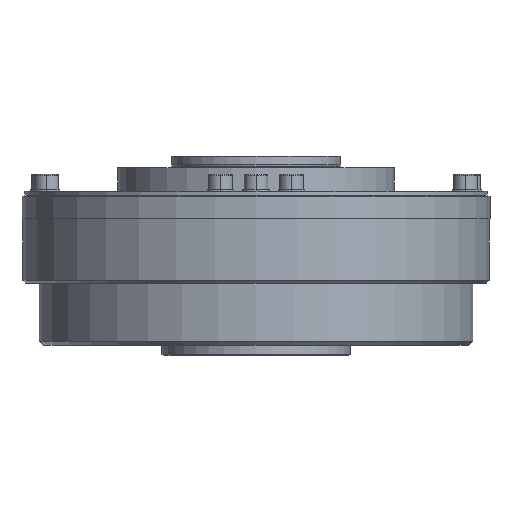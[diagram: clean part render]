
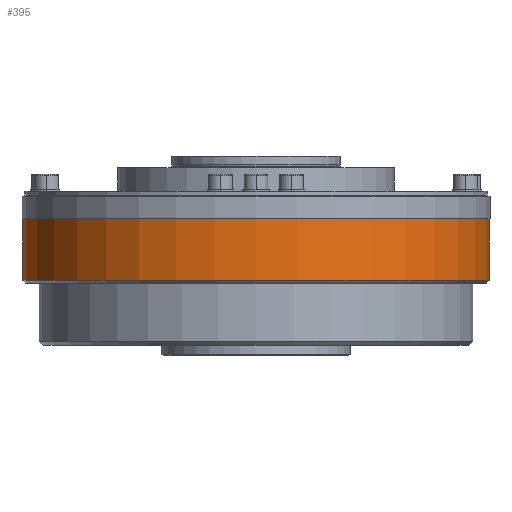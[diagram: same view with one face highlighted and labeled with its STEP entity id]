
A CAD part, front view. The second image highlights one B-rep face of the part: STEP entity #395.
In plain terms, the highlighted cylindrical face has radius 157.5 mm (diameter 315 mm), a partial arc.
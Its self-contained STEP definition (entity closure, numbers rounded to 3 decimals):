
#320 = ORIENTED_EDGE ( 'NONE', *, *, #321, .F. ) ;
#321 = EDGE_CURVE ( 'NONE', #5844, #5847, #6950, .T. ) ;
#324 = EDGE_LOOP ( 'NONE', ( #394, #335, #397, #320 ) ) ;
#335 = ORIENTED_EDGE ( 'NONE', *, *, #6093, .T. ) ;
#394 = ORIENTED_EDGE ( 'NONE', *, *, #5843, .F. ) ;
#395 = ADVANCED_FACE ( 'NONE', ( #6981 ), #6978, .T. ) ;
#397 = ORIENTED_EDGE ( 'NONE', *, *, #5849, .T. ) ;
#5843 = EDGE_CURVE ( 'NONE', #5936, #5844, #12445, .T. ) ;
#5844 = VERTEX_POINT ( 'NONE', #12439 ) ;
#5847 = VERTEX_POINT ( 'NONE', #12409 ) ;
#5849 = EDGE_CURVE ( 'NONE', #5935, #5847, #12408, .T. ) ;
#5935 = VERTEX_POINT ( 'NONE', #12580 ) ;
#5936 = VERTEX_POINT ( 'NONE', #12579 ) ;
#6093 = EDGE_CURVE ( 'NONE', #5936, #5935, #11660, .T. ) ;
#6947 = DIRECTION ( 'NONE',  ( -1., 0., 0. ) ) ;
#6948 = DIRECTION ( 'NONE',  ( 0., 0., -1. ) ) ;
#6949 = AXIS2_PLACEMENT_3D ( 'NONE', #7053, #6948, #6947 ) ;
#6950 = CIRCLE ( 'NONE', #6949, 157.5 ) ;
#6973 = DIRECTION ( 'NONE',  ( -1., 0., 0. ) ) ;
#6974 = DIRECTION ( 'NONE',  ( 0., 0., -1. ) ) ;
#6975 = AXIS2_PLACEMENT_3D ( 'NONE', #6977, #6974, #6973 ) ;
#6977 = CARTESIAN_POINT ( 'NONE',  ( 0., 0., 0. ) ) ;
#6978 = CYLINDRICAL_SURFACE ( 'NONE', #6975, 157.5 ) ;
#6981 = FACE_OUTER_BOUND ( 'NONE', #324, .T. ) ;
#7053 = CARTESIAN_POINT ( 'NONE',  ( 0., 0., 51.1 ) ) ;
#11659 = DIRECTION ( 'NONE',  ( 1., 0., 0. ) ) ;
#11660 = CIRCLE ( 'NONE', #11671, 157.5 ) ;
#11663 = DIRECTION ( 'NONE',  ( 0., 0., -1. ) ) ;
#11671 = AXIS2_PLACEMENT_3D ( 'NONE', #11678, #11663, #11659 ) ;
#11678 = CARTESIAN_POINT ( 'NONE',  ( 0., 0., 92.6 ) ) ;
#12405 = DIRECTION ( 'NONE',  ( 0., 0., -1. ) ) ;
#12406 = VECTOR ( 'NONE', #12405, 1000. ) ;
#12407 = CARTESIAN_POINT ( 'NONE',  ( -157.5, 0., 0. ) ) ;
#12408 = LINE ( 'NONE', #12407, #12406 ) ;
#12409 = CARTESIAN_POINT ( 'NONE',  ( -157.5, 0., 51.1 ) ) ;
#12439 = CARTESIAN_POINT ( 'NONE',  ( 157.5, 0., 51.1 ) ) ;
#12442 = DIRECTION ( 'NONE',  ( 0., 0., -1. ) ) ;
#12443 = VECTOR ( 'NONE', #12442, 1000. ) ;
#12444 = CARTESIAN_POINT ( 'NONE',  ( 157.5, 0., 0. ) ) ;
#12445 = LINE ( 'NONE', #12444, #12443 ) ;
#12579 = CARTESIAN_POINT ( 'NONE',  ( 157.5, 0., 92.6 ) ) ;
#12580 = CARTESIAN_POINT ( 'NONE',  ( -157.5, 0., 92.6 ) ) ;
